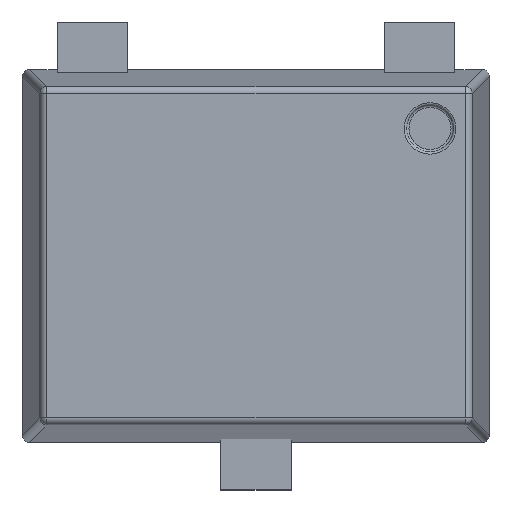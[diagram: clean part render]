
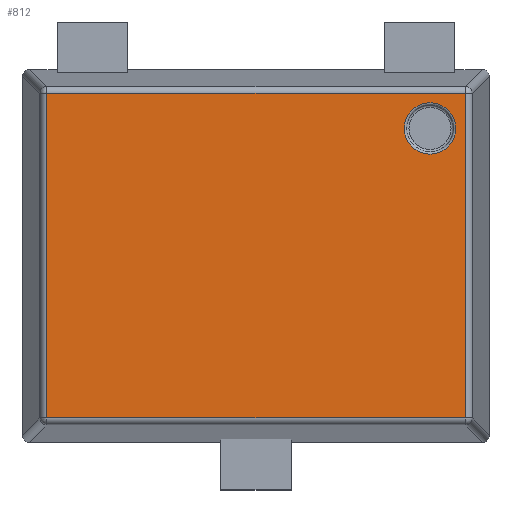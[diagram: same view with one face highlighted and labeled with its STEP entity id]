
A CAD part, top view. The second image highlights one B-rep face of the part: STEP entity #812.
In plain terms, the highlighted planar face has unit normal (0, 0, 1).
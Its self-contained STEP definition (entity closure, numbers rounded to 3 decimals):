
#39=FACE_BOUND('',#299,.T.);
#40=PLANE('',#881);
#66=LINE('',#1234,#148);
#67=LINE('',#1236,#149);
#68=LINE('',#1238,#150);
#69=LINE('',#1239,#151);
#148=VECTOR('',#979,10.);
#149=VECTOR('',#980,10.);
#150=VECTOR('',#981,10.);
#151=VECTOR('',#982,10.);
#247=FACE_OUTER_BOUND('',#298,.T.);
#298=EDGE_LOOP('',(#580,#581,#582,#583));
#299=EDGE_LOOP('',(#584));
#348=CIRCLE('',#876,0.055);
#384=VERTEX_POINT('',#1222);
#387=VERTEX_POINT('',#1232);
#388=VERTEX_POINT('',#1233);
#389=VERTEX_POINT('',#1235);
#390=VERTEX_POINT('',#1237);
#454=EDGE_CURVE('',#384,#384,#348,.T.);
#459=EDGE_CURVE('',#387,#388,#66,.T.);
#460=EDGE_CURVE('',#389,#387,#67,.T.);
#461=EDGE_CURVE('',#390,#389,#68,.T.);
#462=EDGE_CURVE('',#388,#390,#69,.T.);
#580=ORIENTED_EDGE('',*,*,#459,.F.);
#581=ORIENTED_EDGE('',*,*,#460,.F.);
#582=ORIENTED_EDGE('',*,*,#461,.F.);
#583=ORIENTED_EDGE('',*,*,#462,.F.);
#584=ORIENTED_EDGE('',*,*,#454,.F.);
#812=ADVANCED_FACE('',(#247,#39),#40,.T.);
#876=AXIS2_PLACEMENT_3D('',#1223,#966,#967);
#881=AXIS2_PLACEMENT_3D('',#1231,#977,#978);
#966=DIRECTION('center_axis',(0.,0.,1.));
#967=DIRECTION('ref_axis',(-1.,0.,0.));
#977=DIRECTION('center_axis',(0.,0.,1.));
#978=DIRECTION('ref_axis',(1.,0.,0.));
#979=DIRECTION('',(0.,-1.,0.));
#980=DIRECTION('',(1.,0.,0.));
#981=DIRECTION('',(0.,1.,0.));
#982=DIRECTION('',(-1.,0.,0.));
#1222=CARTESIAN_POINT('',(0.427,0.272,0.5));
#1223=CARTESIAN_POINT('Origin',(0.372,0.272,0.5));
#1231=CARTESIAN_POINT('Origin',(0.,0.,0.5));
#1232=CARTESIAN_POINT('',(0.447,0.347,0.5));
#1233=CARTESIAN_POINT('',(0.447,-0.347,0.5));
#1234=CARTESIAN_POINT('',(0.447,0.2,0.5));
#1235=CARTESIAN_POINT('',(-0.447,0.347,0.5));
#1236=CARTESIAN_POINT('',(-0.25,0.347,0.5));
#1237=CARTESIAN_POINT('',(-0.447,-0.347,0.5));
#1238=CARTESIAN_POINT('',(-0.447,-0.2,0.5));
#1239=CARTESIAN_POINT('',(0.25,-0.347,0.5));
